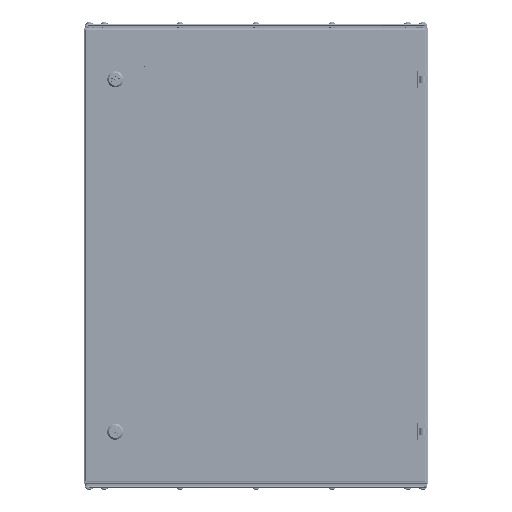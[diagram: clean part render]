
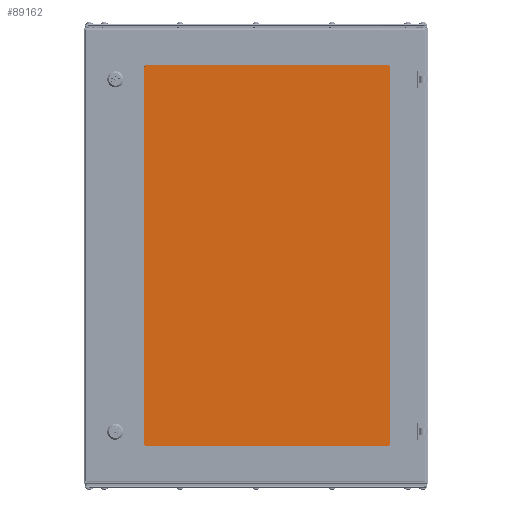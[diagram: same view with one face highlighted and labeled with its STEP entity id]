
A CAD part, top view. The second image highlights one B-rep face of the part: STEP entity #89162.
In plain terms, the highlighted planar face has unit normal (0, 0, 1).
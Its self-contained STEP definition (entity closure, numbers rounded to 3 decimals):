
#832 = DIRECTION ( 'NONE',  ( 0., 0., 1. ) ) ;
#1427 = ORIENTED_EDGE ( 'NONE', *, *, #31094, .T. ) ;
#2891 = CARTESIAN_POINT ( 'NONE',  ( -217.75, -335.5, 4. ) ) ;
#5654 = CARTESIAN_POINT ( 'NONE',  ( -227.75, -345.5, 4. ) ) ;
#7199 = CARTESIAN_POINT ( 'NONE',  ( -217.75, 345.5, 4. ) ) ;
#9161 = CARTESIAN_POINT ( 'NONE',  ( -217.75, -345.5, 4. ) ) ;
#9794 = AXIS2_PLACEMENT_3D ( 'NONE', #53651, #83368, #68708 ) ;
#10056 = VERTEX_POINT ( 'NONE', #10072 ) ;
#10072 = CARTESIAN_POINT ( 'NONE',  ( 227.75, 335.5, 4. ) ) ;
#10462 = EDGE_CURVE ( 'NONE', #49566, #78431, #78762, .T. ) ;
#11173 = EDGE_LOOP ( 'NONE', ( #77755, #1427, #29726, #14172, #52003, #86897, #81046, #81125 ) ) ;
#12897 = AXIS2_PLACEMENT_3D ( 'NONE', #80468, #88273, #39321 ) ;
#14172 = ORIENTED_EDGE ( 'NONE', *, *, #19319, .T. ) ;
#16202 = CARTESIAN_POINT ( 'NONE',  ( -227.75, 345.5, 4. ) ) ;
#17219 = VERTEX_POINT ( 'NONE', #67849 ) ;
#17303 = VECTOR ( 'NONE', #21696, 1000. ) ;
#18962 = FACE_OUTER_BOUND ( 'NONE', #11173, .T. ) ;
#19319 = EDGE_CURVE ( 'NONE', #10056, #49566, #56680, .T. ) ;
#21696 = DIRECTION ( 'NONE',  ( -1., 0., 0. ) ) ;
#23950 = VECTOR ( 'NONE', #89288, 1000. ) ;
#24219 = VERTEX_POINT ( 'NONE', #60283 ) ;
#25495 = LINE ( 'NONE', #52889, #85008 ) ;
#28291 = AXIS2_PLACEMENT_3D ( 'NONE', #80166, #45433, #73290 ) ;
#29726 = ORIENTED_EDGE ( 'NONE', *, *, #76512, .T. ) ;
#31094 = EDGE_CURVE ( 'NONE', #69638, #17219, #49702, .T. ) ;
#31233 = DIRECTION ( 'NONE',  ( -1., 0., 0. ) ) ;
#38547 = LINE ( 'NONE', #5654, #23950 ) ;
#39321 = DIRECTION ( 'NONE',  ( -1., 0., 0. ) ) ;
#40965 = AXIS2_PLACEMENT_3D ( 'NONE', #77567, #832, #71583 ) ;
#43676 = DIRECTION ( 'NONE',  ( 0., 1., 0. ) ) ;
#44536 = EDGE_CURVE ( 'NONE', #78431, #88834, #53597, .T. ) ;
#45433 = DIRECTION ( 'NONE',  ( 0., 0., -1. ) ) ;
#46798 = PLANE ( 'NONE',  #28291 ) ;
#48667 = VECTOR ( 'NONE', #43676, 1000. ) ;
#49566 = VERTEX_POINT ( 'NONE', #54397 ) ;
#49702 = CIRCLE ( 'NONE', #40965, 10. ) ;
#51787 = DIRECTION ( 'NONE',  ( 0., 0., 1. ) ) ;
#52003 = ORIENTED_EDGE ( 'NONE', *, *, #10462, .T. ) ;
#52668 = EDGE_CURVE ( 'NONE', #81539, #69638, #25495, .T. ) ;
#52889 = CARTESIAN_POINT ( 'NONE',  ( -227.75, -345.5, 4. ) ) ;
#53597 = CIRCLE ( 'NONE', #9794, 10. ) ;
#53651 = CARTESIAN_POINT ( 'NONE',  ( -217.75, 335.5, 4. ) ) ;
#54397 = CARTESIAN_POINT ( 'NONE',  ( 217.75, 345.5, 4. ) ) ;
#56680 = CIRCLE ( 'NONE', #12897, 10. ) ;
#59826 = AXIS2_PLACEMENT_3D ( 'NONE', #2891, #51787, #31233 ) ;
#60283 = CARTESIAN_POINT ( 'NONE',  ( -227.75, -335.5, 4. ) ) ;
#60905 = EDGE_CURVE ( 'NONE', #88834, #24219, #38547, .T. ) ;
#66136 = DIRECTION ( 'NONE',  ( 1., 0., 0. ) ) ;
#67849 = CARTESIAN_POINT ( 'NONE',  ( 227.75, -335.5, 4. ) ) ;
#68004 = EDGE_CURVE ( 'NONE', #24219, #81539, #87585, .T. ) ;
#68708 = DIRECTION ( 'NONE',  ( -1., 0., 0. ) ) ;
#69638 = VERTEX_POINT ( 'NONE', #74046 ) ;
#71583 = DIRECTION ( 'NONE',  ( -1., 0., 0. ) ) ;
#72871 = LINE ( 'NONE', #78401, #48667 ) ;
#73290 = DIRECTION ( 'NONE',  ( -1., 0., 0. ) ) ;
#74046 = CARTESIAN_POINT ( 'NONE',  ( 217.75, -345.5, 4. ) ) ;
#76512 = EDGE_CURVE ( 'NONE', #17219, #10056, #72871, .T. ) ;
#77567 = CARTESIAN_POINT ( 'NONE',  ( 217.75, -335.5, 4. ) ) ;
#77755 = ORIENTED_EDGE ( 'NONE', *, *, #52668, .T. ) ;
#78129 = CARTESIAN_POINT ( 'NONE',  ( -227.75, 335.5, 4. ) ) ;
#78401 = CARTESIAN_POINT ( 'NONE',  ( 227.75, -345.5, 4. ) ) ;
#78431 = VERTEX_POINT ( 'NONE', #7199 ) ;
#78762 = LINE ( 'NONE', #16202, #17303 ) ;
#80166 = CARTESIAN_POINT ( 'NONE',  ( 0., 0., 4. ) ) ;
#80468 = CARTESIAN_POINT ( 'NONE',  ( 217.75, 335.5, 4. ) ) ;
#81046 = ORIENTED_EDGE ( 'NONE', *, *, #60905, .T. ) ;
#81125 = ORIENTED_EDGE ( 'NONE', *, *, #68004, .T. ) ;
#81539 = VERTEX_POINT ( 'NONE', #9161 ) ;
#83368 = DIRECTION ( 'NONE',  ( 0., 0., 1. ) ) ;
#85008 = VECTOR ( 'NONE', #66136, 1000. ) ;
#86897 = ORIENTED_EDGE ( 'NONE', *, *, #44536, .T. ) ;
#87585 = CIRCLE ( 'NONE', #59826, 10. ) ;
#88273 = DIRECTION ( 'NONE',  ( 0., 0., 1. ) ) ;
#88834 = VERTEX_POINT ( 'NONE', #78129 ) ;
#89162 = ADVANCED_FACE ( 'NONE', ( #18962 ), #46798, .F. ) ;
#89288 = DIRECTION ( 'NONE',  ( 0., -1., 0. ) ) ;
